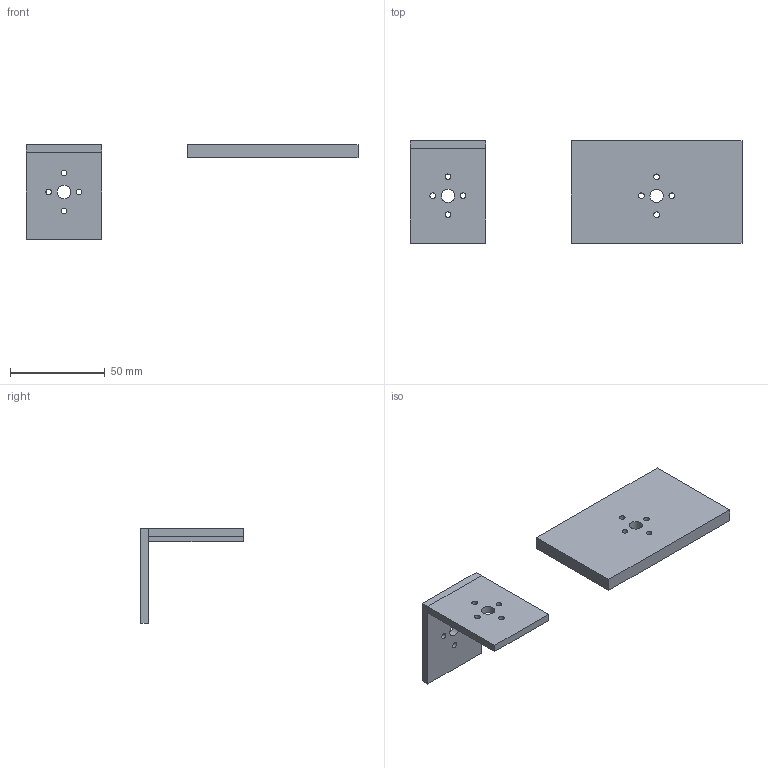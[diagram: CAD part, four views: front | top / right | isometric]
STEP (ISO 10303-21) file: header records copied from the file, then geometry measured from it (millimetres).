
FILE_DESCRIPTION(/* description */ (''),/* implementation_level */ '2;1');
FILE_NAME(/* name */ 'Brushless_Motor_Mount v8.step',/* time_stamp */ '2025-07-03T14:55:51+09:00',/* author */ (''),/* organization */ (''),/* preprocessor_version */ 'ST-DEVELOPER v20.1',/* originating_system */ 'Autodesk Translation Framework v14.10.0.0',/* authorisation */ '');
FILE_SCHEMA (('AUTOMOTIVE_DESIGN { 1 0 10303 214 3 1 1 }'));
Length unit declared in the file: millimetre
Products named in the file (1): Brushless_Motor_Mount
Bounding box: 175 x 54 x 50 mm (x, y, z)
Volume: 49018.6 mm3; surface area: 21670.8 mm2
Topology: 3 solids, 3 shells, 33 faces, 81 edges, 54 vertices
Faces by surface type: plane 18, cylinder 15
Full cylindrical faces by diameter (mm): 3 x12, 7 x3
Entity records: 1076 total; most frequent: DIRECTION 179, CARTESIAN_POINT 169, ORIENTED_EDGE 162, EDGE_CURVE 81, AXIS2_PLACEMENT_3D 64, EDGE_LOOP 63, VERTEX_POINT 54, LINE 51
